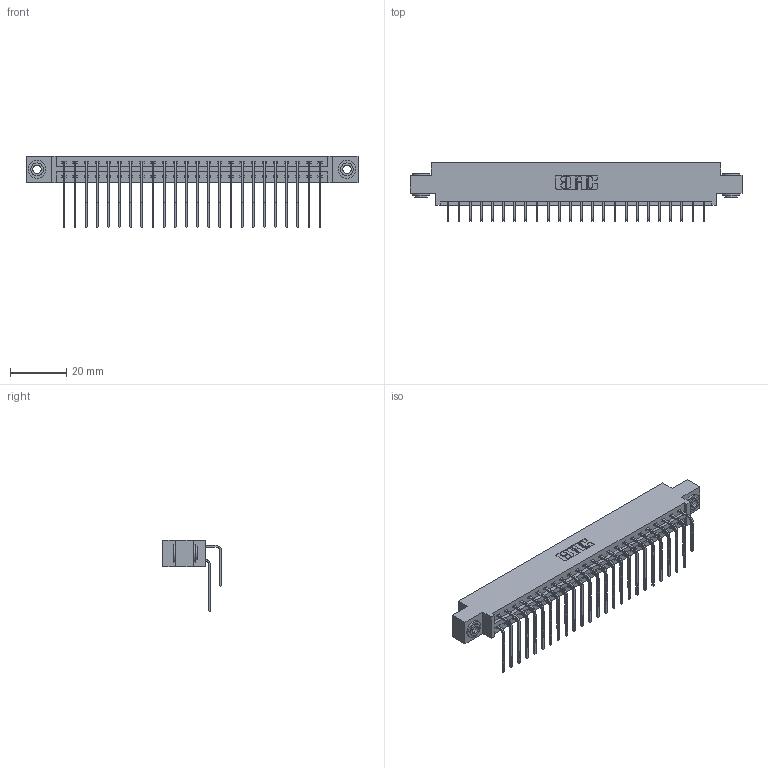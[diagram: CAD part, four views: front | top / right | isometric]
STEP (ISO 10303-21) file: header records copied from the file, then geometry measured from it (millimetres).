
FILE_DESCRIPTION (( 'STEP AP203' ), '1' );
FILE_NAME ('337-048-559-803.STEP', '2018-08-09T20:02:54', ( '' ), ( '' ), 'SwSTEP 2.0', 'SolidWorks 2016', '' );
FILE_SCHEMA (( 'CONFIG_CONTROL_DESIGN' ));
Length unit declared in the file: inch
Products named in the file (5): 337 Part_0.170 Offset - 0.156 Dia-TH; 345-292-001_558 559 Tail - 1; 345-292-001_559 Tail - 2; 345-250-002_345-250-002-102; 337-048-559-803
Assembly tree (51 placements, depth 2):
  337-048-559-803
    337 Part_0.170 Offset - 0.156 Dia-TH
    345-292-001_558 559 Tail - 1  x24
    345-292-001_559 Tail - 2  x24
    345-250-002_345-250-002-102  x2
Bounding box: 118.11 x 20.9 x 25.53 mm (x, y, z)
Volume: 12386.6 mm3; surface area: 15550.8 mm2
Topology: 51 solids, 51 shells, 2844 faces, 8415 edges, 5542 vertices
Faces by surface type: plane 2004, cylinder 832, cone 8
Entity records: 23502 total; most frequent: CARTESIAN_POINT 3996, ORIENTED_EDGE 3874, DIRECTION 3447, EDGE_CURVE 1937, VECTOR 1745, LINE 1745, VERTEX_POINT 1286, AXIS2_PLACEMENT_3D 851
